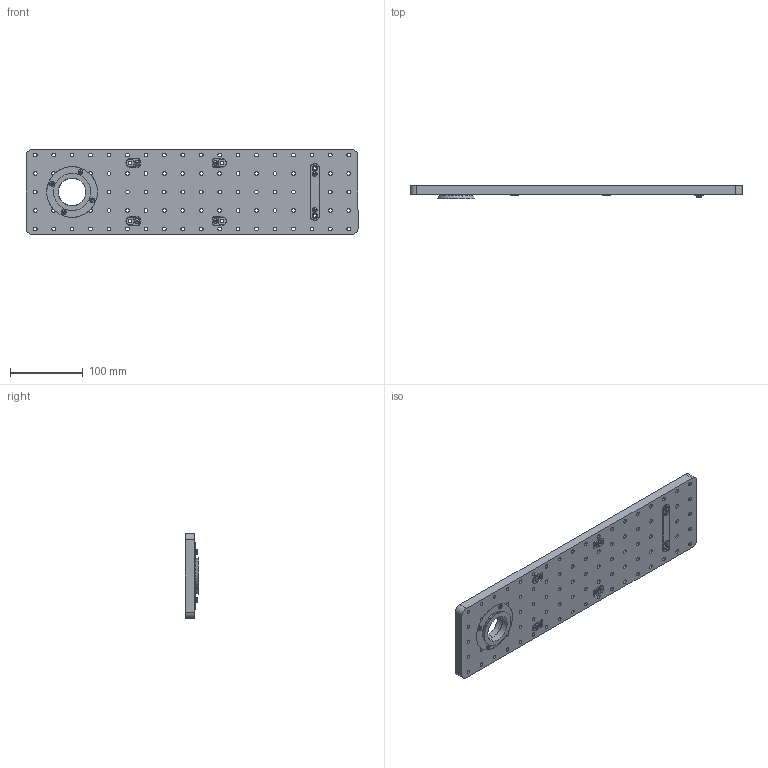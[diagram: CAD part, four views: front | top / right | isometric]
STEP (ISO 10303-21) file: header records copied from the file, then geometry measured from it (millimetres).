
FILE_DESCRIPTION (( 'STEP AP214' ), '1' );
FILE_NAME ('TTN037201-E0W.STEP', '2015-01-30T15:38:29', ( 'User' ), ( '' ), 'SwSTEP 2.0', 'SolidWorks 2014', '' );
FILE_SCHEMA (( 'AUTOMOTIVE_DESIGN' ));
Length unit declared in the file: millimetre
Products named in the file (1): TTN037201-E0W
Bounding box: 457.2 x 18.72 x 116.84 mm (x, y, z)
Surface area: 144590 mm2 (no closed solid volume)
Topology: 0 solids, 17 shells, 447 faces, 1450 edges, 981 vertices
Faces by surface type: cylinder 295, plane 112, torus 20, cone 20
Entity records: 21905 total; most frequent: CARTESIAN_POINT 3612, DIRECTION 2931, ORIENTED_EDGE 2554, EDGE_CURVE 1450, AXIS2_PLACEMENT_3D 1206, VERTEX_POINT 981, CIRCLE 758, EDGE_LOOP 674
